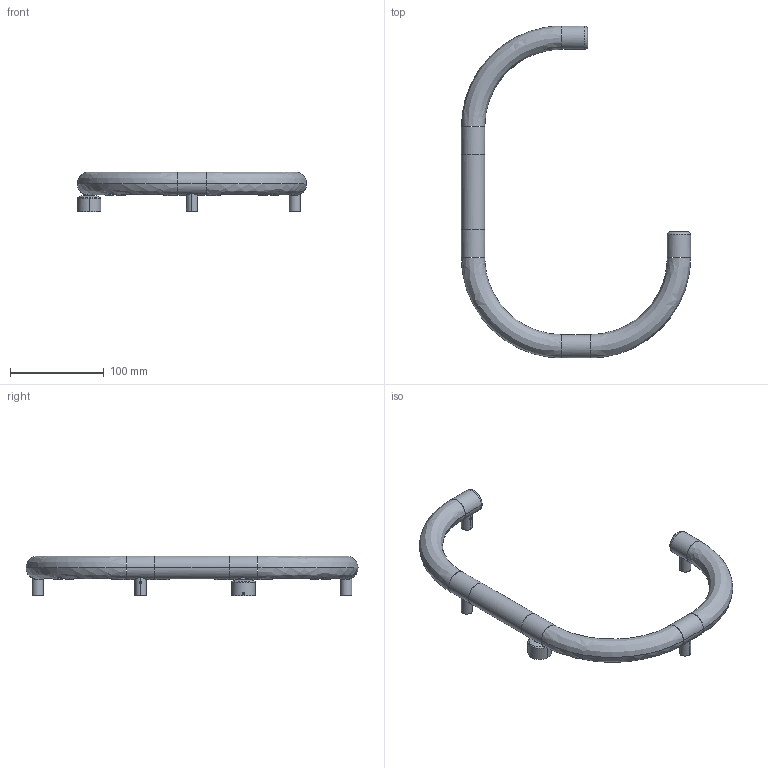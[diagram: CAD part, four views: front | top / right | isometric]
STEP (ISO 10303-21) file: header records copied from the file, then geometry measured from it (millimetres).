
FILE_DESCRIPTION(/* description */ (''),/* implementation_level */ '2;1');
FILE_NAME(/* name */ '1215C00_--A.O.L. L.M. LETTERA C',/* time_stamp */ '2024-06-06T08:58:28+02:00',/* author */ (''),/* organization */ (''),/* preprocessor_version */ 'ST-DEVELOPER v16.5',/* originating_system */ 'Rhino 7.37',/* authorisation */ '');
FILE_SCHEMA (('AUTOMOTIVE_DESIGN'));
Length unit declared in the file: millimetre
Products named in the file (1): Document
Bounding box: 244.85 x 354.75 x 42.5 mm (x, y, z)
Surface area: 60864.6 mm2 (no closed solid volume)
Topology: 0 solids, 17 shells, 227 faces, 567 edges, 354 vertices
Faces by surface type: bspline 150, plane 39, cylinder 38
Entity records: 14367 total; most frequent: CARTESIAN_POINT 9113, ORIENTED_EDGE 1041, EDGE_CURVE 561, VERTEX_POINT 354, B_SPLINE_CURVE_WITH_KNOTS 292, EDGE_LOOP 261, COLOUR_RGB 244, FILL_AREA_STYLE_COLOUR 244
